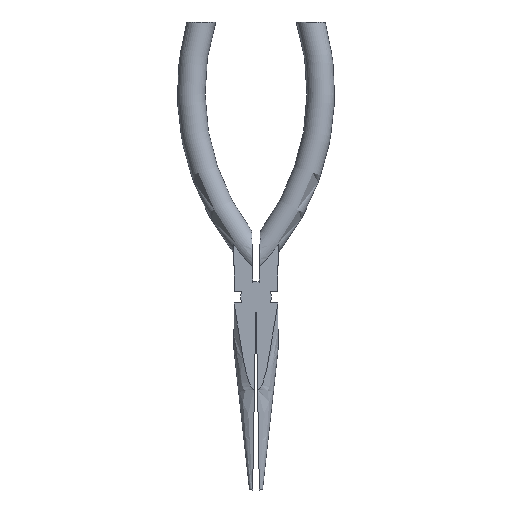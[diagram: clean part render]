
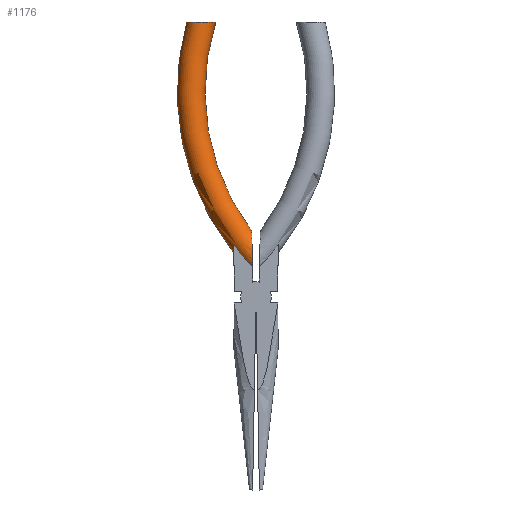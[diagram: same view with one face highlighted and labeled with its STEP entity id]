
A CAD part, front view. The second image highlights one B-rep face of the part: STEP entity #1176.
In plain terms, the highlighted toroidal (fillet/blend) face has major radius 3.15 mm and minor radius 0.177 mm.
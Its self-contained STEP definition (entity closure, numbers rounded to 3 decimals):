
#864=CARTESIAN_POINT('POINT51',(-0.046,
   -0.138,2.872));
#865=VERTEX_POINT('VERTEX51',#864);
#872=CARTESIAN_POINT('POINT52',(-0.287,
   -0.138,3.157));
#873=VERTEX_POINT('VERTEX52',#872);
#874=CARTESIAN_POINT('POS66',(2.316,
   -0.138,5.12));
#875=DIRECTION('DIR89',(0.,-1.,
   0.));
#876=DIRECTION('DIR90',(-0.017,0.,
   1.));
#877=AXIS2_PLACEMENT_3D('AXIS24',#874,#875,#876);
#878=CIRCLE('ELLIPSE9',#877,3.261);
#879=EDGE_CURVE('EDGE75',#873,#865,#878,.T.);
#904=CARTESIAN_POINT('POINT54',(-0.286,
   0.,3.047));
#905=VERTEX_POINT('VERTEX54',#904);
#929=B_SPLINE_CURVE_WITH_KNOTS('SPLINE_CRV16',3,(#930,#931,#932,#933,
   #934,#935,#936,#937,#938,#939,#940,#941),.UNSPECIFIED.,.F.,.F.,(4,2,2
   ,2,2,4),(0.,0.07,0.14,
   0.231,0.322,0.446),
   .UNSPECIFIED.);
#930=CARTESIAN_POINT('',(-0.286,0.,
   3.047));
#931=CARTESIAN_POINT('',(-0.286,-0.009,
   3.047));
#932=CARTESIAN_POINT('',(-0.286,-0.019,
   3.048));
#933=CARTESIAN_POINT('',(-0.286,-0.038,
   3.053));
#934=CARTESIAN_POINT('',(-0.286,-0.048,
   3.057));
#935=CARTESIAN_POINT('',(-0.286,-0.066,
   3.067));
#936=CARTESIAN_POINT('',(-0.286,-0.077,
   3.075));
#937=CARTESIAN_POINT('',(-0.286,-0.096,
   3.092));
#938=CARTESIAN_POINT('',(-0.286,-0.104,
   3.102));
#939=CARTESIAN_POINT('',(-0.287,-0.121,
   3.125));
#940=CARTESIAN_POINT('',(-0.287,-0.13,
   3.141));
#941=CARTESIAN_POINT('',(-0.287,-0.138,
   3.157));
#942=EDGE_CURVE('EDGE79',#905,#873,#929,.T.);
#996=CARTESIAN_POINT('POINT56',(-0.054,
   0.,3.326));
#997=VERTEX_POINT('VERTEX56',#996);
#1027=B_SPLINE_CURVE_WITH_KNOTS('SPLINE_CRV18',3,(#1028,#1029,#1030,
   #1031,#1032,#1033,#1034,#1035,#1036,#1037,#1038,#1039,#1040,#1041,
   #1042,#1043,#1044,#1045,#1046,#1047,#1048,#1049,#1050,#1051,#1052,
   #1053),.UNSPECIFIED.,.F.,.F.,(4,2,2,2,2,2,2,2,2,2,2,2,4),(
   1.721,1.792,1.862,
   1.957,2.051,2.177,
   2.303,2.452,2.602,
   2.746,2.89,3.003,
   3.019),.UNSPECIFIED.);
#1028=CARTESIAN_POINT('',(-0.054,0.,
   3.326));
#1029=CARTESIAN_POINT('',(-0.054,-0.009,
   3.326));
#1030=CARTESIAN_POINT('',(-0.054,-0.019,
   3.325));
#1031=CARTESIAN_POINT('',(-0.054,-0.039,
   3.32));
#1032=CARTESIAN_POINT('',(-0.054,-0.048,
   3.316));
#1033=CARTESIAN_POINT('',(-0.054,-0.067,
   3.305));
#1034=CARTESIAN_POINT('',(-0.054,-0.078,
   3.297));
#1035=CARTESIAN_POINT('',(-0.053,-0.097,
   3.278));
#1036=CARTESIAN_POINT('',(-0.053,-0.106,
   3.268));
#1037=CARTESIAN_POINT('',(-0.053,-0.123,
   3.245));
#1038=CARTESIAN_POINT('',(-0.052,-0.132,
   3.229));
#1039=CARTESIAN_POINT('',(-0.052,-0.148,
   3.196));
#1040=CARTESIAN_POINT('',(-0.052,-0.154,
   3.179));
#1041=CARTESIAN_POINT('',(-0.051,-0.165,
   3.145));
#1042=CARTESIAN_POINT('',(-0.051,-0.169,
   3.124));
#1043=CARTESIAN_POINT('',(-0.05,-0.176,
   3.081));
#1044=CARTESIAN_POINT('',(-0.049,-0.177,
   3.06));
#1045=CARTESIAN_POINT('',(-0.049,-0.177,
   3.021));
#1046=CARTESIAN_POINT('',(-0.048,-0.176,
   3.001));
#1047=CARTESIAN_POINT('',(-0.048,-0.17,
   2.96));
#1048=CARTESIAN_POINT('',(-0.047,-0.165,
   2.94));
#1049=CARTESIAN_POINT('',(-0.047,-0.154,
   2.907));
#1050=CARTESIAN_POINT('',(-0.047,-0.148,
   2.892));
#1051=CARTESIAN_POINT('',(-0.046,-0.14,
   2.876));
#1052=CARTESIAN_POINT('',(-0.046,-0.139,
   2.874));
#1053=CARTESIAN_POINT('',(-0.046,-0.138,
   2.872));
#1054=EDGE_CURVE('EDGE83',#997,#865,#1027,.T.);
#1065=CARTESIAN_POINT('POINT57',(-0.889,
   0.,6.009));
#1066=VERTEX_POINT('VERTEX57',#1065);
#1067=CARTESIAN_POINT('POINT58',(-0.518,
   0.,6.015));
#1068=VERTEX_POINT('VERTEX58',#1067);
#1069=B_SPLINE_CURVE_WITH_KNOTS('SPLINE_CRV19',3,(#1070,#1071,#1072,
   #1073,#1074,#1075,#1076,#1077,#1078,#1079,#1080,#1081,#1082,#1083,
   #1084,#1085,#1086,#1087,#1088,#1089,#1090,#1091,#1092,#1093,#1094,
   #1095,#1096,#1097,#1098,#1099,#1100,#1101,#1102,#1103),.UNSPECIFIED.,
   .F.,.F.,(4,2,2,2,2,2,2,2,2,2,2,2,2,2,2,2,4),(0.,
   0.082,0.164,0.248,
   0.332,0.418,0.505,
   0.593,0.682,0.771,
   0.859,0.946,1.033,
   1.117,1.201,1.283,
   1.365),.UNSPECIFIED.);
#1070=CARTESIAN_POINT('',(-0.889,0.,
   6.009));
#1071=CARTESIAN_POINT('',(-0.889,-0.011,
   6.009));
#1072=CARTESIAN_POINT('',(-0.888,-0.023,
   6.009));
#1073=CARTESIAN_POINT('',(-0.883,-0.046,
   6.009));
#1074=CARTESIAN_POINT('',(-0.88,-0.057,
   6.009));
#1075=CARTESIAN_POINT('',(-0.871,-0.077,
   6.009));
#1076=CARTESIAN_POINT('',(-0.866,-0.088,
   6.009));
#1077=CARTESIAN_POINT('',(-0.852,-0.107,
   6.009));
#1078=CARTESIAN_POINT('',(-0.844,-0.116,
   6.009));
#1079=CARTESIAN_POINT('',(-0.828,-0.132,
   6.01));
#1080=CARTESIAN_POINT('',(-0.819,-0.14,
   6.01));
#1081=CARTESIAN_POINT('',(-0.798,-0.153,
   6.01));
#1082=CARTESIAN_POINT('',(-0.787,-0.159,
   6.01));
#1083=CARTESIAN_POINT('',(-0.765,-0.168,
   6.011));
#1084=CARTESIAN_POINT('',(-0.753,-0.171,
   6.011));
#1085=CARTESIAN_POINT('',(-0.728,-0.176,
   6.011));
#1086=CARTESIAN_POINT('',(-0.716,-0.177,
   6.012));
#1087=CARTESIAN_POINT('',(-0.692,-0.177,
   6.012));
#1088=CARTESIAN_POINT('',(-0.68,-0.176,
   6.012));
#1089=CARTESIAN_POINT('',(-0.655,-0.171,
   6.013));
#1090=CARTESIAN_POINT('',(-0.643,-0.168,
   6.013));
#1091=CARTESIAN_POINT('',(-0.621,-0.159,
   6.013));
#1092=CARTESIAN_POINT('',(-0.61,-0.153,
   6.014));
#1093=CARTESIAN_POINT('',(-0.589,-0.14,
   6.014));
#1094=CARTESIAN_POINT('',(-0.579,-0.132,
   6.014));
#1095=CARTESIAN_POINT('',(-0.563,-0.116,
   6.014));
#1096=CARTESIAN_POINT('',(-0.555,-0.107,
   6.014));
#1097=CARTESIAN_POINT('',(-0.542,-0.087,
   6.015));
#1098=CARTESIAN_POINT('',(-0.536,-0.077,
   6.015));
#1099=CARTESIAN_POINT('',(-0.527,-0.057,
   6.015));
#1100=CARTESIAN_POINT('',(-0.524,-0.045,
   6.015));
#1101=CARTESIAN_POINT('',(-0.519,-0.022,
   6.015));
#1102=CARTESIAN_POINT('',(-0.518,-0.011,
   6.015));
#1103=CARTESIAN_POINT('',(-0.518,0.,
   6.015));
#1104=EDGE_CURVE('EDGE84',#1066,#1068,#1069,.T.);
#1151=CARTESIAN_POINT('POS76',(2.316,
   0.,5.12));
#1152=DIRECTION('DIR106',(0.,-1.,
   0.));
#1153=DIRECTION('DIR107',(0.,0.,-1.));
#1154=AXIS2_PLACEMENT_3D('AXIS31',#1151,#1152,#1153);
#1155=CIRCLE('ELLIPSE11',#1154,3.327);
#1156=EDGE_CURVE('EDGE86',#1066,#905,#1155,.T.);
#1157=ORIENTED_EDGE('COEDGE163',*,*,#1156,.T.);
#1158=ORIENTED_EDGE('COEDGE164',*,*,#942,.T.);
#1159=ORIENTED_EDGE('COEDGE165',*,*,#879,.T.);
#1160=ORIENTED_EDGE('COEDGE166',*,*,#1054,.F.);
#1161=CARTESIAN_POINT('POS77',(2.316,
   0.,5.12));
#1162=DIRECTION('DIR108',(0.,1.,
   0.));
#1163=DIRECTION('DIR109',(0.,0.,-1.));
#1164=AXIS2_PLACEMENT_3D('AXIS32',#1161,#1162,#1163);
#1165=CIRCLE('ELLIPSE12',#1164,2.972);
#1166=EDGE_CURVE('EDGE87',#997,#1068,#1165,.T.);
#1167=ORIENTED_EDGE('COEDGE167',*,*,#1166,.T.);
#1168=ORIENTED_EDGE('COEDGE168',*,*,#1104,.F.);
#1169=EDGE_LOOP('NONE',(#1157,#1158,#1159,#1160,#1167,#1168));
#1170=FACE_BOUND('LOOP1',#1169,.T.);
#1171=CARTESIAN_POINT('POS78',(2.316,
   0.,5.12));
#1172=DIRECTION('DIR110',(0.,-1.,
   0.));
#1173=DIRECTION('DIR111',(-0.017,0.,
   1.));
#1174=AXIS2_PLACEMENT_3D('AXIS33',#1171,#1172,#1173);
#1175=TOROIDAL_SURFACE('TORUS2',#1174,3.15,0.177);
#1176=ADVANCED_FACE('FACE30',(#1170),#1175,.T.);
